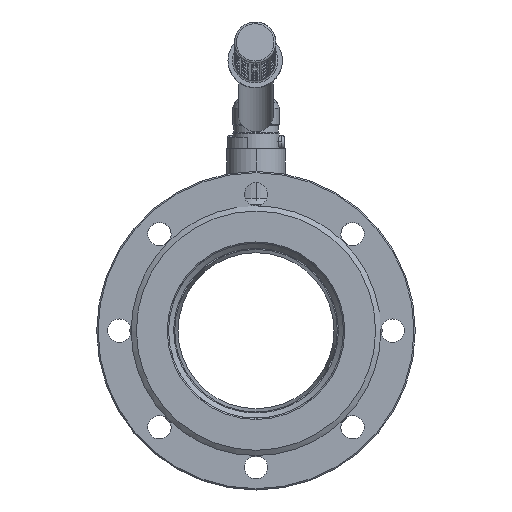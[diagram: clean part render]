
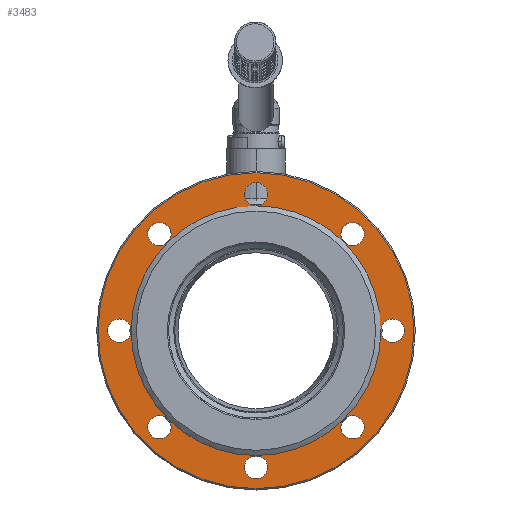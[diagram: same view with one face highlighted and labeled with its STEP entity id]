
A CAD part, left-side view. The second image highlights one B-rep face of the part: STEP entity #3483.
In plain terms, the highlighted planar face has unit normal (-1, 0, 0).
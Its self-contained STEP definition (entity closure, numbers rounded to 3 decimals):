
#3251=CARTESIAN_POINT('',(-159.594,-121.5,0.));
#3252=VERTEX_POINT('',#3251);
#3259=CARTESIAN_POINT('',(-159.594,121.5,-0.));
#3260=VERTEX_POINT('',#3259);
#3261=CARTESIAN_POINT('',(-159.594,0.,-0.));
#3262=DIRECTION('',(1.,0.,0.));
#3263=DIRECTION('',(-0.,1.,-0.));
#3264=AXIS2_PLACEMENT_3D('',#3261,#3262,#3263);
#3265=CIRCLE('',#3264,121.5);
#3266=EDGE_CURVE('',#3252,#3260,#3265,.T.);
#3268=CARTESIAN_POINT('',(-159.594,0.,-0.));
#3269=DIRECTION('',(1.,0.,0.));
#3270=DIRECTION('',(-0.,1.,-0.));
#3271=AXIS2_PLACEMENT_3D('',#3268,#3269,#3270);
#3272=CIRCLE('',#3271,121.5);
#3273=EDGE_CURVE('',#3260,#3252,#3272,.T.);
#3281=CARTESIAN_POINT('',(-159.594,-96.,-0.));
#3282=DIRECTION('',(-1.,-0.,-0.));
#3283=DIRECTION('',(-0.,1.,-0.));
#3284=AXIS2_PLACEMENT_3D('',#3281,#3282,#3283);
#3285=PLANE('',#3284);
#3286=ORIENTED_EDGE('',*,*,#3266,.F.);
#3287=ORIENTED_EDGE('',*,*,#3273,.F.);
#3288=EDGE_LOOP('',(#3286,#3287));
#3289=FACE_BOUND('',#3288,.T.);
#3290=CARTESIAN_POINT('',(-159.594,-67.882,-67.882));
#3291=VERTEX_POINT('',#3290);
#3292=CARTESIAN_POINT('',(-159.594,0.,-96.));
#3293=VERTEX_POINT('',#3292);
#3294=CARTESIAN_POINT('',(-159.594,0.,-0.));
#3295=DIRECTION('',(1.,0.,0.));
#3296=DIRECTION('',(-0.,1.,-0.));
#3297=AXIS2_PLACEMENT_3D('',#3294,#3295,#3296);
#3298=CIRCLE('',#3297,96.);
#3299=EDGE_CURVE('',#3291,#3293,#3298,.T.);
#3300=ORIENTED_EDGE('',*,*,#3299,.T.);
#3301=CARTESIAN_POINT('',(-159.594,0.,-105.));
#3302=DIRECTION('',(1.,0.,0.));
#3303=DIRECTION('',(-0.,-0.,1.));
#3304=AXIS2_PLACEMENT_3D('',#3301,#3302,#3303);
#3305=CIRCLE('',#3304,9.);
#3306=EDGE_CURVE('',#3293,#3293,#3305,.T.);
#3307=ORIENTED_EDGE('',*,*,#3306,.T.);
#3308=CARTESIAN_POINT('',(-159.594,67.882,-67.882));
#3309=VERTEX_POINT('',#3308);
#3310=CARTESIAN_POINT('',(-159.594,0.,-0.));
#3311=DIRECTION('',(1.,0.,0.));
#3312=DIRECTION('',(-0.,1.,-0.));
#3313=AXIS2_PLACEMENT_3D('',#3310,#3311,#3312);
#3314=CIRCLE('',#3313,96.);
#3315=EDGE_CURVE('',#3293,#3309,#3314,.T.);
#3316=ORIENTED_EDGE('',*,*,#3315,.T.);
#3317=CARTESIAN_POINT('',(-159.594,74.246,-65.246));
#3318=VERTEX_POINT('',#3317);
#3319=CARTESIAN_POINT('',(-159.594,74.246,-74.246));
#3320=DIRECTION('',(1.,0.,0.));
#3321=DIRECTION('',(-0.,-0.,1.));
#3322=AXIS2_PLACEMENT_3D('',#3319,#3320,#3321);
#3323=CIRCLE('',#3322,9.);
#3324=EDGE_CURVE('',#3309,#3318,#3323,.T.);
#3325=ORIENTED_EDGE('',*,*,#3324,.T.);
#3326=CARTESIAN_POINT('',(-159.594,74.246,-74.246));
#3327=DIRECTION('',(1.,0.,0.));
#3328=DIRECTION('',(-0.,-0.,1.));
#3329=AXIS2_PLACEMENT_3D('',#3326,#3327,#3328);
#3330=CIRCLE('',#3329,9.);
#3331=EDGE_CURVE('',#3318,#3309,#3330,.T.);
#3332=ORIENTED_EDGE('',*,*,#3331,.T.);
#3333=CARTESIAN_POINT('',(-159.594,96.,0.));
#3334=VERTEX_POINT('',#3333);
#3335=CARTESIAN_POINT('',(-159.594,0.,-0.));
#3336=DIRECTION('',(1.,0.,0.));
#3337=DIRECTION('',(-0.,1.,-0.));
#3338=AXIS2_PLACEMENT_3D('',#3335,#3336,#3337);
#3339=CIRCLE('',#3338,96.);
#3340=EDGE_CURVE('',#3309,#3334,#3339,.T.);
#3341=ORIENTED_EDGE('',*,*,#3340,.T.);
#3342=CARTESIAN_POINT('',(-159.594,105.,9.));
#3343=VERTEX_POINT('',#3342);
#3344=CARTESIAN_POINT('',(-159.594,105.,0.));
#3345=DIRECTION('',(1.,0.,0.));
#3346=DIRECTION('',(-0.,-0.,1.));
#3347=AXIS2_PLACEMENT_3D('',#3344,#3345,#3346);
#3348=CIRCLE('',#3347,9.);
#3349=EDGE_CURVE('',#3334,#3343,#3348,.T.);
#3350=ORIENTED_EDGE('',*,*,#3349,.T.);
#3351=CARTESIAN_POINT('',(-159.594,105.,0.));
#3352=DIRECTION('',(1.,0.,0.));
#3353=DIRECTION('',(-0.,-0.,1.));
#3354=AXIS2_PLACEMENT_3D('',#3351,#3352,#3353);
#3355=CIRCLE('',#3354,9.);
#3356=EDGE_CURVE('',#3343,#3334,#3355,.T.);
#3357=ORIENTED_EDGE('',*,*,#3356,.T.);
#3358=CARTESIAN_POINT('',(-159.594,67.882,67.882));
#3359=VERTEX_POINT('',#3358);
#3360=CARTESIAN_POINT('',(-159.594,0.,-0.));
#3361=DIRECTION('',(1.,0.,0.));
#3362=DIRECTION('',(-0.,1.,-0.));
#3363=AXIS2_PLACEMENT_3D('',#3360,#3361,#3362);
#3364=CIRCLE('',#3363,96.);
#3365=EDGE_CURVE('',#3334,#3359,#3364,.T.);
#3366=ORIENTED_EDGE('',*,*,#3365,.T.);
#3367=CARTESIAN_POINT('',(-159.594,74.246,83.246));
#3368=VERTEX_POINT('',#3367);
#3369=CARTESIAN_POINT('',(-159.594,74.246,74.246));
#3370=DIRECTION('',(1.,0.,0.));
#3371=DIRECTION('',(-0.,-0.,1.));
#3372=AXIS2_PLACEMENT_3D('',#3369,#3370,#3371);
#3373=CIRCLE('',#3372,9.);
#3374=EDGE_CURVE('',#3359,#3368,#3373,.T.);
#3375=ORIENTED_EDGE('',*,*,#3374,.T.);
#3376=CARTESIAN_POINT('',(-159.594,74.246,74.246));
#3377=DIRECTION('',(1.,0.,0.));
#3378=DIRECTION('',(-0.,-0.,1.));
#3379=AXIS2_PLACEMENT_3D('',#3376,#3377,#3378);
#3380=CIRCLE('',#3379,9.);
#3381=EDGE_CURVE('',#3368,#3359,#3380,.T.);
#3382=ORIENTED_EDGE('',*,*,#3381,.T.);
#3383=CARTESIAN_POINT('',(-159.594,-0.,96.));
#3384=VERTEX_POINT('',#3383);
#3385=CARTESIAN_POINT('',(-159.594,0.,-0.));
#3386=DIRECTION('',(1.,0.,0.));
#3387=DIRECTION('',(-0.,1.,-0.));
#3388=AXIS2_PLACEMENT_3D('',#3385,#3386,#3387);
#3389=CIRCLE('',#3388,96.);
#3390=EDGE_CURVE('',#3359,#3384,#3389,.T.);
#3391=ORIENTED_EDGE('',*,*,#3390,.T.);
#3392=CARTESIAN_POINT('',(-159.594,-0.,114.));
#3393=VERTEX_POINT('',#3392);
#3394=CARTESIAN_POINT('',(-159.594,-0.,105.));
#3395=DIRECTION('',(1.,0.,0.));
#3396=DIRECTION('',(-0.,-0.,1.));
#3397=AXIS2_PLACEMENT_3D('',#3394,#3395,#3396);
#3398=CIRCLE('',#3397,9.);
#3399=EDGE_CURVE('',#3384,#3393,#3398,.T.);
#3400=ORIENTED_EDGE('',*,*,#3399,.T.);
#3401=CARTESIAN_POINT('',(-159.594,-0.,105.));
#3402=DIRECTION('',(1.,0.,0.));
#3403=DIRECTION('',(-0.,-0.,1.));
#3404=AXIS2_PLACEMENT_3D('',#3401,#3402,#3403);
#3405=CIRCLE('',#3404,9.);
#3406=EDGE_CURVE('',#3393,#3384,#3405,.T.);
#3407=ORIENTED_EDGE('',*,*,#3406,.T.);
#3408=CARTESIAN_POINT('',(-159.594,-67.882,67.882));
#3409=VERTEX_POINT('',#3408);
#3410=CARTESIAN_POINT('',(-159.594,0.,-0.));
#3411=DIRECTION('',(1.,0.,0.));
#3412=DIRECTION('',(-0.,1.,-0.));
#3413=AXIS2_PLACEMENT_3D('',#3410,#3411,#3412);
#3414=CIRCLE('',#3413,96.);
#3415=EDGE_CURVE('',#3384,#3409,#3414,.T.);
#3416=ORIENTED_EDGE('',*,*,#3415,.T.);
#3417=CARTESIAN_POINT('',(-159.594,-74.246,83.246));
#3418=VERTEX_POINT('',#3417);
#3419=CARTESIAN_POINT('',(-159.594,-74.246,74.246));
#3420=DIRECTION('',(1.,0.,0.));
#3421=DIRECTION('',(-0.,-0.,1.));
#3422=AXIS2_PLACEMENT_3D('',#3419,#3420,#3421);
#3423=CIRCLE('',#3422,9.);
#3424=EDGE_CURVE('',#3409,#3418,#3423,.T.);
#3425=ORIENTED_EDGE('',*,*,#3424,.T.);
#3426=CARTESIAN_POINT('',(-159.594,-74.246,74.246));
#3427=DIRECTION('',(1.,0.,0.));
#3428=DIRECTION('',(-0.,-0.,1.));
#3429=AXIS2_PLACEMENT_3D('',#3426,#3427,#3428);
#3430=CIRCLE('',#3429,9.);
#3431=EDGE_CURVE('',#3418,#3409,#3430,.T.);
#3432=ORIENTED_EDGE('',*,*,#3431,.T.);
#3433=CARTESIAN_POINT('',(-159.594,-96.,-0.));
#3434=VERTEX_POINT('',#3433);
#3435=CARTESIAN_POINT('',(-159.594,0.,-0.));
#3436=DIRECTION('',(1.,0.,0.));
#3437=DIRECTION('',(-0.,1.,-0.));
#3438=AXIS2_PLACEMENT_3D('',#3435,#3436,#3437);
#3439=CIRCLE('',#3438,96.);
#3440=EDGE_CURVE('',#3409,#3434,#3439,.T.);
#3441=ORIENTED_EDGE('',*,*,#3440,.T.);
#3442=CARTESIAN_POINT('',(-159.594,-105.,9.));
#3443=VERTEX_POINT('',#3442);
#3444=CARTESIAN_POINT('',(-159.594,-105.,-0.));
#3445=DIRECTION('',(1.,0.,0.));
#3446=DIRECTION('',(-0.,-0.,1.));
#3447=AXIS2_PLACEMENT_3D('',#3444,#3445,#3446);
#3448=CIRCLE('',#3447,9.);
#3449=EDGE_CURVE('',#3434,#3443,#3448,.T.);
#3450=ORIENTED_EDGE('',*,*,#3449,.T.);
#3451=CARTESIAN_POINT('',(-159.594,-105.,-0.));
#3452=DIRECTION('',(1.,0.,0.));
#3453=DIRECTION('',(-0.,-0.,1.));
#3454=AXIS2_PLACEMENT_3D('',#3451,#3452,#3453);
#3455=CIRCLE('',#3454,9.);
#3456=EDGE_CURVE('',#3443,#3434,#3455,.T.);
#3457=ORIENTED_EDGE('',*,*,#3456,.T.);
#3458=CARTESIAN_POINT('',(-159.594,0.,-0.));
#3459=DIRECTION('',(1.,0.,0.));
#3460=DIRECTION('',(-0.,1.,-0.));
#3461=AXIS2_PLACEMENT_3D('',#3458,#3459,#3460);
#3462=CIRCLE('',#3461,96.);
#3463=EDGE_CURVE('',#3434,#3291,#3462,.T.);
#3464=ORIENTED_EDGE('',*,*,#3463,.T.);
#3465=CARTESIAN_POINT('',(-159.594,-74.246,-65.246));
#3466=VERTEX_POINT('',#3465);
#3467=CARTESIAN_POINT('',(-159.594,-74.246,-74.246));
#3468=DIRECTION('',(1.,0.,0.));
#3469=DIRECTION('',(-0.,-0.,1.));
#3470=AXIS2_PLACEMENT_3D('',#3467,#3468,#3469);
#3471=CIRCLE('',#3470,9.);
#3472=EDGE_CURVE('',#3291,#3466,#3471,.T.);
#3473=ORIENTED_EDGE('',*,*,#3472,.T.);
#3474=CARTESIAN_POINT('',(-159.594,-74.246,-74.246));
#3475=DIRECTION('',(1.,0.,0.));
#3476=DIRECTION('',(-0.,-0.,1.));
#3477=AXIS2_PLACEMENT_3D('',#3474,#3475,#3476);
#3478=CIRCLE('',#3477,9.);
#3479=EDGE_CURVE('',#3466,#3291,#3478,.T.);
#3480=ORIENTED_EDGE('',*,*,#3479,.T.);
#3481=EDGE_LOOP('',(#3300,#3307,#3316,#3325,#3332,#3341,#3350,#3357,#3366,#3375,#3382,#3391,#3400,#3407,#3416,#3425,#3432,#3441,#3450,#3457,#3464,#3473,#3480));
#3482=FACE_BOUND('',#3481,.T.);
#3483=ADVANCED_FACE('',(#3289,#3482),#3285,.T.);
